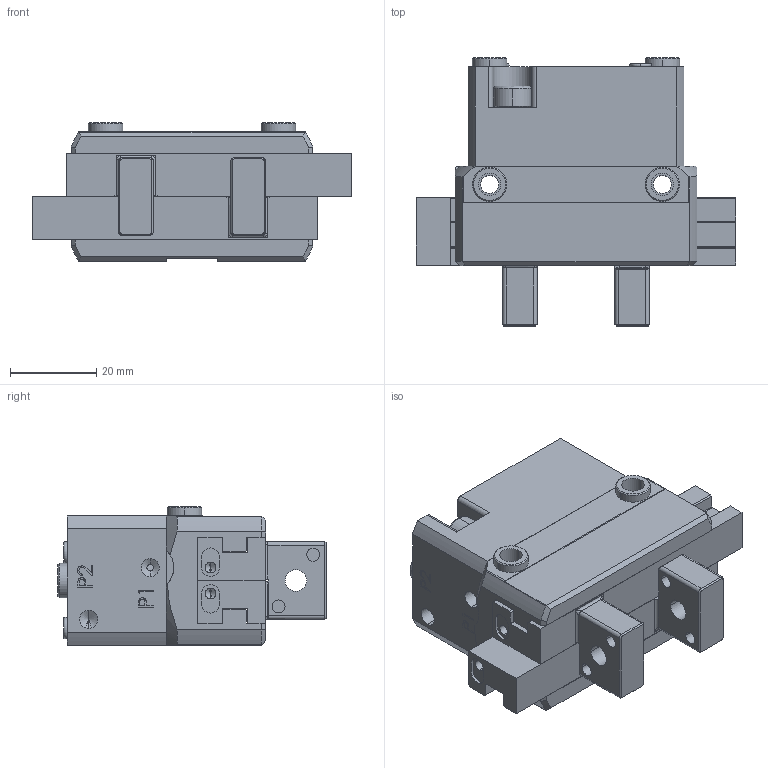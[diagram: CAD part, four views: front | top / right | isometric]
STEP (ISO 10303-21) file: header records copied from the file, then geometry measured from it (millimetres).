
FILE_DESCRIPTION (( 'STEP AP214' ), '1' );
FILE_NAME ('ASGMP-50_Step.STEP', '2019-03-25T15:13:16', ( '' ), ( '' ), 'SwSTEP 2.0', 'SolidWorks 2015', '' );
FILE_SCHEMA (( 'AUTOMOTIVE_DESIGN' ));
Length unit declared in the file: millimetre
Products named in the file (3): Greiferbacke; Grundgehäuse; ASGMP-50_Step
Assembly tree (3 placements, depth 2):
  ASGMP-50_Step
    Grundgehäuse
    Greiferbacke  x2
Bounding box: 74 x 62.1 x 32.1 mm (x, y, z)
Volume: 74773.1 mm3; surface area: 25938 mm2
Topology: 3 solids, 9 shells, 739 faces, 1907 edges, 1210 vertices
Faces by surface type: plane 326, cylinder 213, bspline 99, cone 89, torus 12
Entity records: 30631 total; most frequent: CARTESIAN_POINT 9774, ORIENTED_EDGE 3348, DIRECTION 2916, EDGE_CURVE 1674, VERTEX_POINT 1089, VECTOR 990, LINE 990, AXIS2_PLACEMENT_3D 963
